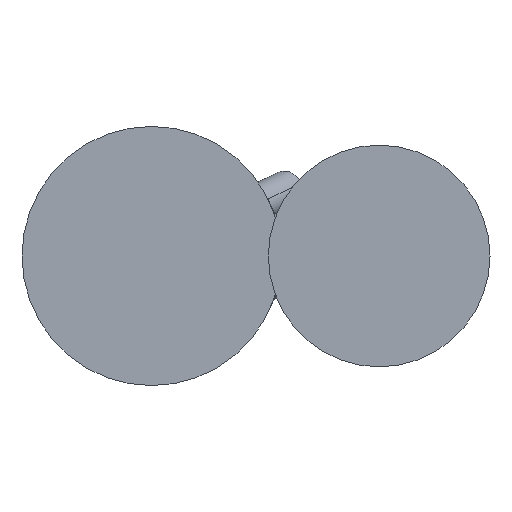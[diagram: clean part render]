
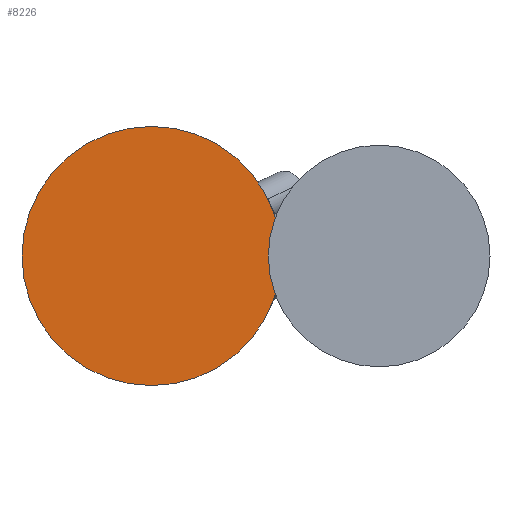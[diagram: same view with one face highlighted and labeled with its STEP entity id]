
A CAD part, left-side view. The second image highlights one B-rep face of the part: STEP entity #8226.
In plain terms, the highlighted planar face has unit normal (-1, 0, 0).
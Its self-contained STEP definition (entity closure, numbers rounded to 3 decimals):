
#86 = PLANE ( 'NONE',  #6080 ) ;
#1719 = DIRECTION ( 'NONE',  ( 1., 0., 0. ) ) ;
#1738 = AXIS2_PLACEMENT_3D ( 'NONE', #2801, #10102, #17433 ) ;
#2801 = CARTESIAN_POINT ( 'NONE',  ( 0., 0., 0. ) ) ;
#3270 = AXIS2_PLACEMENT_3D ( 'NONE', #18159, #1719, #9024 ) ;
#4252 = CARTESIAN_POINT ( 'NONE',  ( 0., 0., -65. ) ) ;
#6080 = AXIS2_PLACEMENT_3D ( 'NONE', #7405, #14735, #22073 ) ;
#7405 = CARTESIAN_POINT ( 'NONE',  ( 0., 0., 0. ) ) ;
#8226 = ADVANCED_FACE ( 'NONE', ( #16539 ), #86, .F. ) ;
#9024 = DIRECTION ( 'NONE',  ( 0., 0., -1. ) ) ;
#10102 = DIRECTION ( 'NONE',  ( 1., 0., 0. ) ) ;
#11030 = EDGE_CURVE ( 'NONE', #19676, #17274, #12082, .T. ) ;
#12082 = CIRCLE ( 'NONE', #1738, 65. ) ;
#13621 = CIRCLE ( 'NONE', #3270, 65. ) ;
#14735 = DIRECTION ( 'NONE',  ( 1., 0., 0. ) ) ;
#16143 = EDGE_CURVE ( 'NONE', #17274, #19676, #13621, .T. ) ;
#16539 = FACE_OUTER_BOUND ( 'NONE', #22717, .T. ) ;
#17088 = ORIENTED_EDGE ( 'NONE', *, *, #16143, .F. ) ;
#17274 = VERTEX_POINT ( 'NONE', #4252 ) ;
#17433 = DIRECTION ( 'NONE',  ( 0., 0., -1. ) ) ;
#18159 = CARTESIAN_POINT ( 'NONE',  ( 0., 0., 0. ) ) ;
#18187 = CARTESIAN_POINT ( 'NONE',  ( 0., 0., 65. ) ) ;
#19457 = ORIENTED_EDGE ( 'NONE', *, *, #11030, .F. ) ;
#19676 = VERTEX_POINT ( 'NONE', #18187 ) ;
#22073 = DIRECTION ( 'NONE',  ( 0., 0., -1. ) ) ;
#22717 = EDGE_LOOP ( 'NONE', ( #19457, #17088 ) ) ;
